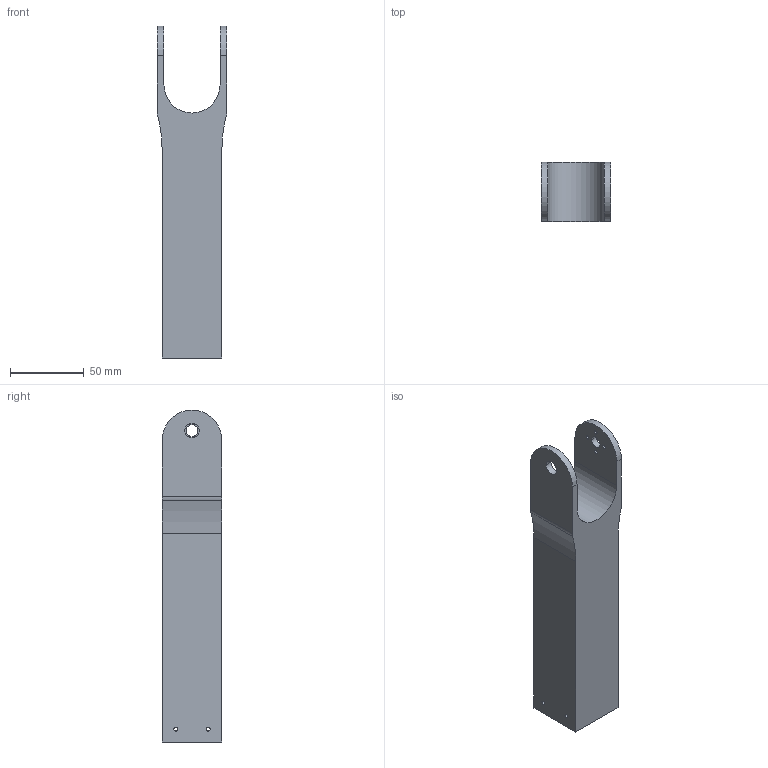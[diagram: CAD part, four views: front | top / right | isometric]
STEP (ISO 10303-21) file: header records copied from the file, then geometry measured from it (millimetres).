
FILE_DESCRIPTION((''),'2;1');
FILE_NAME('AVANT-BRAS','2025-02-28T11:31:10',('boure'),(''),'CREO PARAMETRIC BY PTC INC, 2024063','CREO PARAMETRIC BY PTC INC, 2024063','');
FILE_SCHEMA(('CONFIG_CONTROL_DESIGN'));
Length unit declared in the file: millimetre
Products named in the file (1): AVANT-BRAS
Bounding box: 47 x 40 x 224.95 mm (x, y, z)
Volume: 284320 mm3; surface area: 41349.2 mm2
Topology: 1 solids, 1 shells, 41 faces, 114 edges, 76 vertices
Faces by surface type: cylinder 27, plane 14
Entity records: 1420 total; most frequent: DIRECTION 250, CARTESIAN_POINT 231, ORIENTED_EDGE 228, EDGE_CURVE 114, AXIS2_PLACEMENT_3D 95, VERTEX_POINT 76, EDGE_LOOP 62, VECTOR 60
